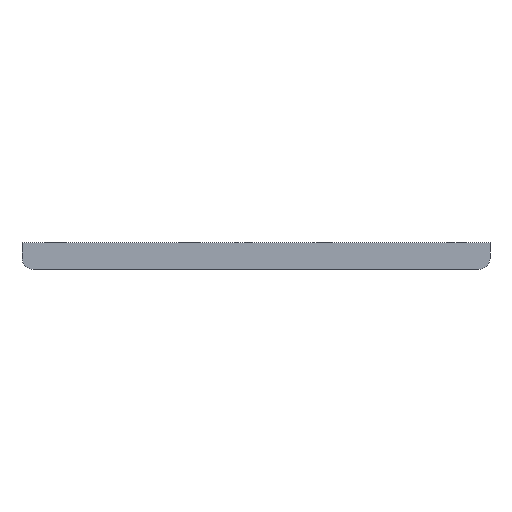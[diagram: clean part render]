
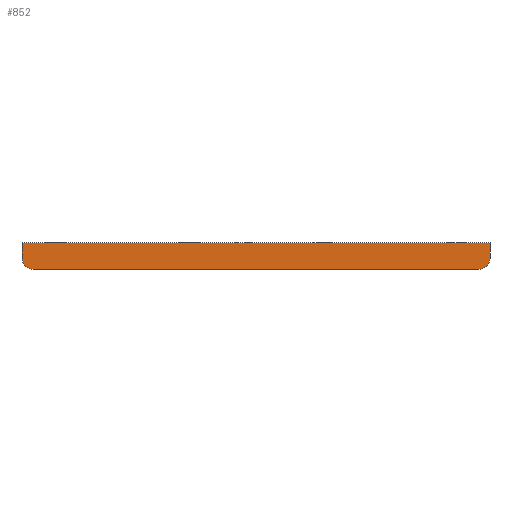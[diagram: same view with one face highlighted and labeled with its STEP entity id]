
A CAD part, front view. The second image highlights one B-rep face of the part: STEP entity #852.
In plain terms, the highlighted planar face has unit normal (0, -1, 0).
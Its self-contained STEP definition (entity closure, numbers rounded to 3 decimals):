
#20 = VERTEX_POINT ( 'NONE', #166 ) ;
#55 = VECTOR ( 'NONE', #1297, 1000. ) ;
#106 = LINE ( 'NONE', #1665, #1544 ) ;
#120 = VECTOR ( 'NONE', #1833, 1000. ) ;
#144 = ORIENTED_EDGE ( 'NONE', *, *, #690, .T. ) ;
#166 = CARTESIAN_POINT ( 'NONE',  ( 105., -22.5, -1.25 ) ) ;
#241 = EDGE_CURVE ( 'NONE', #20, #1789, #573, .T. ) ;
#275 = DIRECTION ( 'NONE',  ( 0., 1., 0. ) ) ;
#287 = VECTOR ( 'NONE', #561, 1000. ) ;
#309 = CARTESIAN_POINT ( 'NONE',  ( -105., -22.5, 0. ) ) ;
#315 = VERTEX_POINT ( 'NONE', #864 ) ;
#341 = LINE ( 'NONE', #309, #287 ) ;
#359 = ORIENTED_EDGE ( 'NONE', *, *, #241, .F. ) ;
#390 = VERTEX_POINT ( 'NONE', #889 ) ;
#397 = VECTOR ( 'NONE', #424, 1000. ) ;
#413 = CARTESIAN_POINT ( 'NONE',  ( -105., -22.5, 2. ) ) ;
#424 = DIRECTION ( 'NONE',  ( 0., 0., -1. ) ) ;
#466 = EDGE_CURVE ( 'NONE', #390, #480, #341, .T. ) ;
#480 = VERTEX_POINT ( 'NONE', #1841 ) ;
#544 = DIRECTION ( 'NONE',  ( 0., -1., 0. ) ) ;
#561 = DIRECTION ( 'NONE',  ( 0., 0., -1. ) ) ;
#573 = LINE ( 'NONE', #1419, #397 ) ;
#581 = DIRECTION ( 'NONE',  ( -1., 0., 0. ) ) ;
#607 = AXIS2_PLACEMENT_3D ( 'NONE', #1586, #275, #1298 ) ;
#629 = DIRECTION ( 'NONE',  ( 0., -1., 0. ) ) ;
#635 = EDGE_CURVE ( 'NONE', #390, #1214, #1004, .T. ) ;
#653 = CARTESIAN_POINT ( 'NONE',  ( -100., -22.5, -5. ) ) ;
#658 = AXIS2_PLACEMENT_3D ( 'NONE', #653, #544, #1225 ) ;
#666 = ORIENTED_EDGE ( 'NONE', *, *, #897, .F. ) ;
#690 = EDGE_CURVE ( 'NONE', #20, #1767, #869, .T. ) ;
#722 = LINE ( 'NONE', #1290, #1557 ) ;
#729 = CARTESIAN_POINT ( 'NONE',  ( 105., -22.5, -1.25 ) ) ;
#742 = ORIENTED_EDGE ( 'NONE', *, *, #635, .F. ) ;
#779 = ORIENTED_EDGE ( 'NONE', *, *, #1589, .T. ) ;
#852 = ADVANCED_FACE ( 'NONE', ( #1022 ), #994, .F. ) ;
#864 = CARTESIAN_POINT ( 'NONE',  ( -100., -22.5, -10. ) ) ;
#869 = LINE ( 'NONE', #729, #55 ) ;
#872 = CARTESIAN_POINT ( 'NONE',  ( 100., -22.5, -10. ) ) ;
#887 = CARTESIAN_POINT ( 'NONE',  ( 100., -22.5, -5. ) ) ;
#889 = CARTESIAN_POINT ( 'NONE',  ( -105., -22.5, -1.25 ) ) ;
#897 = EDGE_CURVE ( 'NONE', #1423, #315, #722, .T. ) ;
#994 = PLANE ( 'NONE',  #607 ) ;
#1004 = LINE ( 'NONE', #1568, #120 ) ;
#1022 = FACE_OUTER_BOUND ( 'NONE', #1415, .T. ) ;
#1049 = DIRECTION ( 'NONE',  ( 0., 0., 1. ) ) ;
#1058 = ORIENTED_EDGE ( 'NONE', *, *, #1151, .T. ) ;
#1151 = EDGE_CURVE ( 'NONE', #480, #315, #1692, .T. ) ;
#1175 = EDGE_CURVE ( 'NONE', #1767, #1214, #106, .T. ) ;
#1214 = VERTEX_POINT ( 'NONE', #413 ) ;
#1225 = DIRECTION ( 'NONE',  ( 0., 0., 1. ) ) ;
#1231 = ORIENTED_EDGE ( 'NONE', *, *, #1175, .T. ) ;
#1272 = CIRCLE ( 'NONE', #1738, 5. ) ;
#1290 = CARTESIAN_POINT ( 'NONE',  ( 105., -22.5, -10. ) ) ;
#1297 = DIRECTION ( 'NONE',  ( 0., 0., 1. ) ) ;
#1298 = DIRECTION ( 'NONE',  ( 0., 0., 1. ) ) ;
#1347 = ORIENTED_EDGE ( 'NONE', *, *, #466, .T. ) ;
#1371 = DIRECTION ( 'NONE',  ( -1., 0., 0. ) ) ;
#1415 = EDGE_LOOP ( 'NONE', ( #1347, #1058, #666, #779, #359, #144, #1231, #742 ) ) ;
#1419 = CARTESIAN_POINT ( 'NONE',  ( 105., -22.5, 0. ) ) ;
#1423 = VERTEX_POINT ( 'NONE', #872 ) ;
#1544 = VECTOR ( 'NONE', #1371, 1000. ) ;
#1557 = VECTOR ( 'NONE', #581, 1000. ) ;
#1568 = CARTESIAN_POINT ( 'NONE',  ( -105., -22.5, 0. ) ) ;
#1586 = CARTESIAN_POINT ( 'NONE',  ( 105., -22.5, 0. ) ) ;
#1589 = EDGE_CURVE ( 'NONE', #1423, #1789, #1272, .T. ) ;
#1665 = CARTESIAN_POINT ( 'NONE',  ( 105., -22.5, 2. ) ) ;
#1692 = CIRCLE ( 'NONE', #658, 5. ) ;
#1738 = AXIS2_PLACEMENT_3D ( 'NONE', #887, #629, #1049 ) ;
#1767 = VERTEX_POINT ( 'NONE', #1821 ) ;
#1789 = VERTEX_POINT ( 'NONE', #1836 ) ;
#1821 = CARTESIAN_POINT ( 'NONE',  ( 105., -22.5, 2. ) ) ;
#1833 = DIRECTION ( 'NONE',  ( 0., 0., 1. ) ) ;
#1836 = CARTESIAN_POINT ( 'NONE',  ( 105., -22.5, -5. ) ) ;
#1841 = CARTESIAN_POINT ( 'NONE',  ( -105., -22.5, -5. ) ) ;
